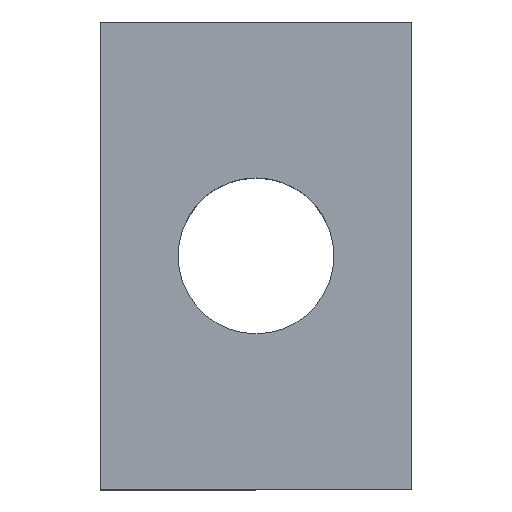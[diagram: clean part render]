
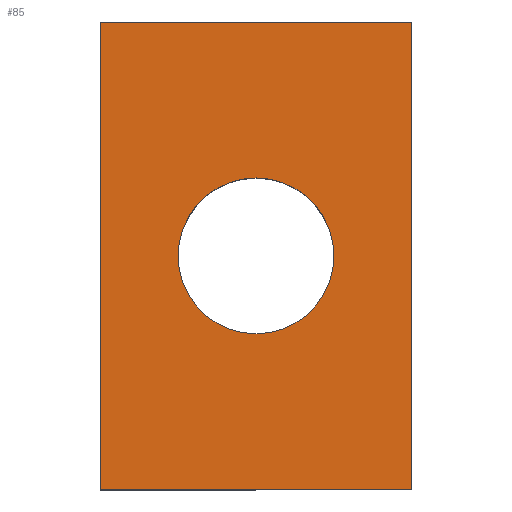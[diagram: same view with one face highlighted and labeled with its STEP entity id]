
A CAD part, top view. The second image highlights one B-rep face of the part: STEP entity #85.
In plain terms, the highlighted planar face has unit normal (0, 0, 1).
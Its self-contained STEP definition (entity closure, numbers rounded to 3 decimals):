
#1 = VECTOR ( 'NONE', #90, 1000. ) ;
#8 = ORIENTED_EDGE ( 'NONE', *, *, #236, .T. ) ;
#13 = CARTESIAN_POINT ( 'NONE',  ( 10., 0., 5. ) ) ;
#17 = AXIS2_PLACEMENT_3D ( 'NONE', #113, #45, #42 ) ;
#20 = AXIS2_PLACEMENT_3D ( 'NONE', #216, #213, #212 ) ;
#28 = LINE ( 'NONE', #165, #89 ) ;
#33 = VERTEX_POINT ( 'NONE', #289 ) ;
#42 = DIRECTION ( 'NONE',  ( -1., 0., 0. ) ) ;
#43 = CARTESIAN_POINT ( 'NONE',  ( 2.5, 7.5, 5. ) ) ;
#45 = DIRECTION ( 'NONE',  ( 0., 0., -1. ) ) ;
#51 = EDGE_LOOP ( 'NONE', ( #272, #167, #147, #8 ) ) ;
#54 = FACE_BOUND ( 'NONE', #277, .T. ) ;
#64 = PLANE ( 'NONE',  #17 ) ;
#73 = CIRCLE ( 'NONE', #219, 2.5 ) ;
#79 = DIRECTION ( 'NONE',  ( 0., 1., 0. ) ) ;
#85 = ADVANCED_FACE ( 'NONE', ( #178, #54 ), #64, .F. ) ;
#89 = VECTOR ( 'NONE', #174, 1000. ) ;
#90 = DIRECTION ( 'NONE',  ( -1., 0., 0. ) ) ;
#97 = EDGE_CURVE ( 'NONE', #288, #137, #295, .T. ) ;
#101 = ORIENTED_EDGE ( 'NONE', *, *, #183, .F. ) ;
#104 = VERTEX_POINT ( 'NONE', #239 ) ;
#109 = CARTESIAN_POINT ( 'NONE',  ( 0., 0., 5. ) ) ;
#110 = EDGE_CURVE ( 'NONE', #33, #232, #222, .T. ) ;
#113 = CARTESIAN_POINT ( 'NONE',  ( 0., 15., 5. ) ) ;
#115 = DIRECTION ( 'NONE',  ( 1., 0., 0. ) ) ;
#117 = DIRECTION ( 'NONE',  ( 0., 0., 1. ) ) ;
#128 = CARTESIAN_POINT ( 'NONE',  ( 5., 7.5, 5. ) ) ;
#129 = CARTESIAN_POINT ( 'NONE',  ( 0., 15., 5. ) ) ;
#135 = VERTEX_POINT ( 'NONE', #203 ) ;
#137 = VERTEX_POINT ( 'NONE', #184 ) ;
#147 = ORIENTED_EDGE ( 'NONE', *, *, #304, .T. ) ;
#155 = VECTOR ( 'NONE', #187, 1000. ) ;
#159 = EDGE_CURVE ( 'NONE', #232, #104, #28, .T. ) ;
#165 = CARTESIAN_POINT ( 'NONE',  ( 0., 0., 5. ) ) ;
#167 = ORIENTED_EDGE ( 'NONE', *, *, #159, .T. ) ;
#174 = DIRECTION ( 'NONE',  ( 1., 0., 0. ) ) ;
#178 = FACE_OUTER_BOUND ( 'NONE', #51, .T. ) ;
#183 = EDGE_CURVE ( 'NONE', #137, #288, #73, .T. ) ;
#184 = CARTESIAN_POINT ( 'NONE',  ( 7.5, 7.5, 5. ) ) ;
#187 = DIRECTION ( 'NONE',  ( 0., -1., 0. ) ) ;
#190 = LINE ( 'NONE', #13, #282 ) ;
#191 = CARTESIAN_POINT ( 'NONE',  ( 0., 0., 5. ) ) ;
#194 = LINE ( 'NONE', #129, #1 ) ;
#203 = CARTESIAN_POINT ( 'NONE',  ( 10., 15., 5. ) ) ;
#212 = DIRECTION ( 'NONE',  ( 1., 0., 0. ) ) ;
#213 = DIRECTION ( 'NONE',  ( 0., 0., 1. ) ) ;
#216 = CARTESIAN_POINT ( 'NONE',  ( 5., 7.5, 5. ) ) ;
#219 = AXIS2_PLACEMENT_3D ( 'NONE', #128, #117, #115 ) ;
#222 = LINE ( 'NONE', #191, #155 ) ;
#232 = VERTEX_POINT ( 'NONE', #109 ) ;
#236 = EDGE_CURVE ( 'NONE', #135, #33, #194, .T. ) ;
#239 = CARTESIAN_POINT ( 'NONE',  ( 10., 0., 5. ) ) ;
#263 = ORIENTED_EDGE ( 'NONE', *, *, #97, .F. ) ;
#272 = ORIENTED_EDGE ( 'NONE', *, *, #110, .T. ) ;
#277 = EDGE_LOOP ( 'NONE', ( #263, #101 ) ) ;
#282 = VECTOR ( 'NONE', #79, 1000. ) ;
#288 = VERTEX_POINT ( 'NONE', #43 ) ;
#289 = CARTESIAN_POINT ( 'NONE',  ( 0., 15., 5. ) ) ;
#295 = CIRCLE ( 'NONE', #20, 2.5 ) ;
#304 = EDGE_CURVE ( 'NONE', #104, #135, #190, .T. ) ;
